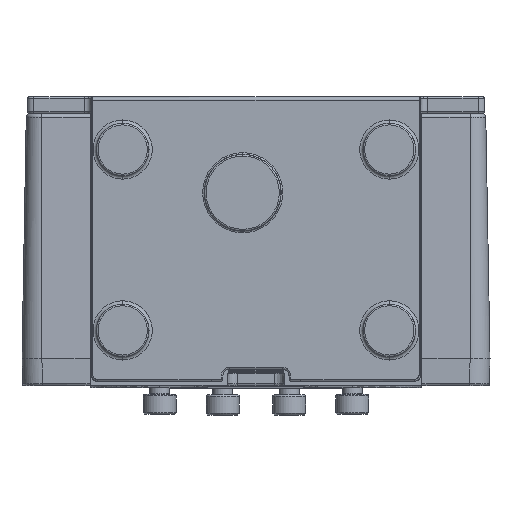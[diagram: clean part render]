
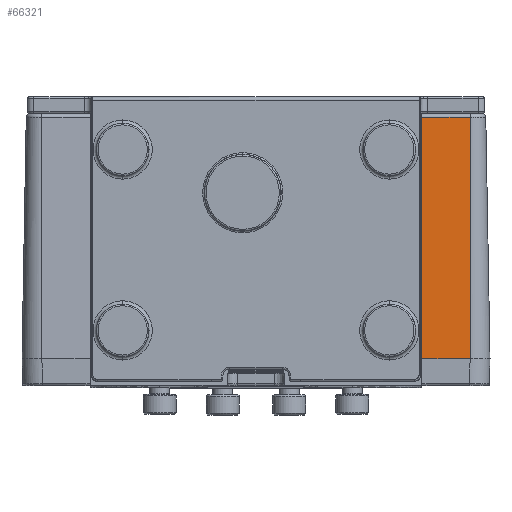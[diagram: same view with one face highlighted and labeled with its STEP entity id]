
A CAD part, top view. The second image highlights one B-rep face of the part: STEP entity #66321.
In plain terms, the highlighted face is planar.
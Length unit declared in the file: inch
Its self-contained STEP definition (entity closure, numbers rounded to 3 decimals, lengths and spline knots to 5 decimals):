
#8646 = VERTEX_POINT ( 'NONE', #81648 ) ;
#8798 = VERTEX_POINT ( 'NONE', #81749 ) ;
#9950 = B_SPLINE_CURVE_WITH_KNOTS ( 'NONE', 3,
 ( #37298, #37308, #37309, #37311 ),
 .UNSPECIFIED., .F., .F.,
 ( 4, 4 ),
 ( 0., 1. ),
 .UNSPECIFIED. ) ;
#14058 = VERTEX_POINT ( 'NONE', #98163 ) ;
#29314 = VECTOR ( 'NONE', #35600, 39.37008 ) ;
#29345 = LINE ( 'NONE', #35598, #29314 ) ;
#29351 = LINE ( 'NONE', #35585, #29354 ) ;
#29354 = VECTOR ( 'NONE', #35587, 39.37008 ) ;
#29934 = LINE ( 'NONE', #37292, #29937 ) ;
#29937 = VECTOR ( 'NONE', #37294, 39.37008 ) ;
#35585 = CARTESIAN_POINT ( 'NONE',  ( -2.01563, 1.2095, 0.02111 ) ) ;
#35587 = DIRECTION ( 'NONE',  ( 0., 1., 0.017 ) ) ;
#35598 = CARTESIAN_POINT ( 'NONE',  ( 0., 2.27314, 0.03968 ) ) ;
#35600 = DIRECTION ( 'NONE',  ( 1., 0., 0. ) ) ;
#37292 = CARTESIAN_POINT ( 'NONE',  ( 0., 0., 0. ) ) ;
#37294 = DIRECTION ( 'NONE',  ( -1., 0., 0. ) ) ;
#37298 = CARTESIAN_POINT ( 'NONE',  ( -1.5625, 0., 0. ) ) ;
#37308 = CARTESIAN_POINT ( 'NONE',  ( -1.56227, 0.75771, 0.01323 ) ) ;
#37309 = CARTESIAN_POINT ( 'NONE',  ( -1.56204, 1.51543, 0.02645 ) ) ;
#37311 = CARTESIAN_POINT ( 'NONE',  ( -1.56181, 2.27314, 0.03968 ) ) ;
#44656 = CARTESIAN_POINT ( 'NONE',  ( -1.56181, 2.27314, 0.03968 ) ) ;
#46605 = AXIS2_PLACEMENT_3D ( 'NONE', #49556, #49692, #49694 ) ;
#49556 = CARTESIAN_POINT ( 'NONE',  ( 2.01563, 0., 0. ) ) ;
#49663 = PLANE ( 'NONE',  #46605 ) ;
#49692 = DIRECTION ( 'NONE',  ( 0., 0.017, -1. ) ) ;
#49694 = DIRECTION ( 'NONE',  ( -1., 0., 0. ) ) ;
#52367 = FACE_OUTER_BOUND ( 'NONE', #80386, .T. ) ;
#66321 = ADVANCED_FACE ( 'NONE', ( #52367 ), #49663, .T. ) ;
#68746 = VERTEX_POINT ( 'NONE', #44656 ) ;
#73163 = ORIENTED_EDGE ( 'NONE', *, *, #95394, .T. ) ;
#73164 = ORIENTED_EDGE ( 'NONE', *, *, #95223, .T. ) ;
#73165 = ORIENTED_EDGE ( 'NONE', *, *, #95225, .T. ) ;
#73166 = ORIENTED_EDGE ( 'NONE', *, *, #95396, .F. ) ;
#80386 = EDGE_LOOP ( 'NONE', ( #73163, #73164, #73165, #73166 ) ) ;
#81648 = CARTESIAN_POINT ( 'NONE',  ( -2.01563, 0., 0. ) ) ;
#81749 = CARTESIAN_POINT ( 'NONE',  ( -1.5625, 0., 0. ) ) ;
#95223 = EDGE_CURVE ( 'NONE', #8646, #14058, #29351, .T. ) ;
#95225 = EDGE_CURVE ( 'NONE', #14058, #68746, #29345, .T. ) ;
#95394 = EDGE_CURVE ( 'NONE', #8798, #8646, #29934, .T. ) ;
#95396 = EDGE_CURVE ( 'NONE', #8798, #68746, #9950, .T. ) ;
#98163 = CARTESIAN_POINT ( 'NONE',  ( -2.01563, 2.27314, 0.03968 ) ) ;
